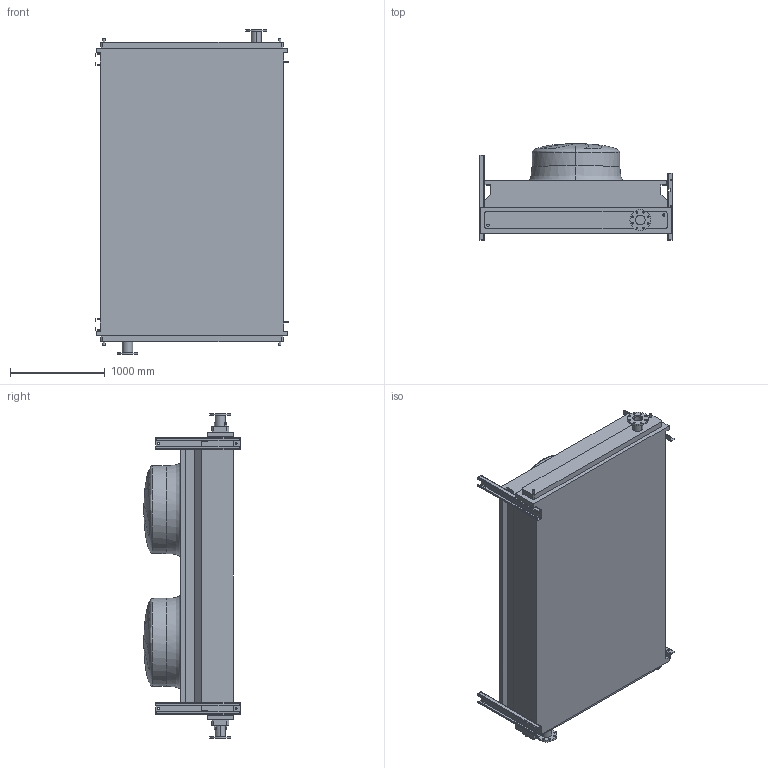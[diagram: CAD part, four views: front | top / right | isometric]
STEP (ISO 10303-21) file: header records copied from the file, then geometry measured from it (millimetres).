
FILE_DESCRIPTION (( 'STEP AP203' ), '1' );
FILE_NAME ('BOAL_02L-V-OS.step', '2022-05-06T11:53:08', ( '' ), ( '' ), 'SwSTEP 2.0', 'SolidWorks 2019', '' );
FILE_SCHEMA (( 'CONFIG_CONTROL_DESIGN' ));
Length unit declared in the file: millimetre
Products named in the file (1): BOAL_02L-V-OS
Bounding box: 2048 x 1016 x 3430 mm (x, y, z)
Volume: 3665405906.8 mm3; surface area: 21557264.5 mm2
Topology: 5 solids, 5 shells, 264 faces, 738 edges, 494 vertices
Faces by surface type: cylinder 136, plane 106, bspline 22
Entity records: 11097 total; most frequent: CARTESIAN_POINT 4001, DIRECTION 1474, ORIENTED_EDGE 1468, EDGE_CURVE 734, AXIS2_PLACEMENT_3D 539, VERTEX_POINT 494, VECTOR 396, LINE 396
